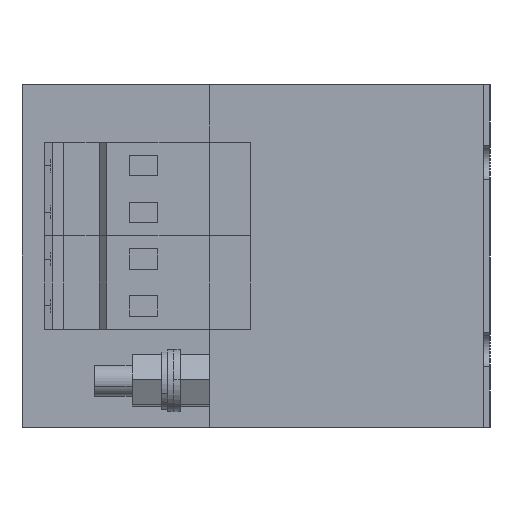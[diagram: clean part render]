
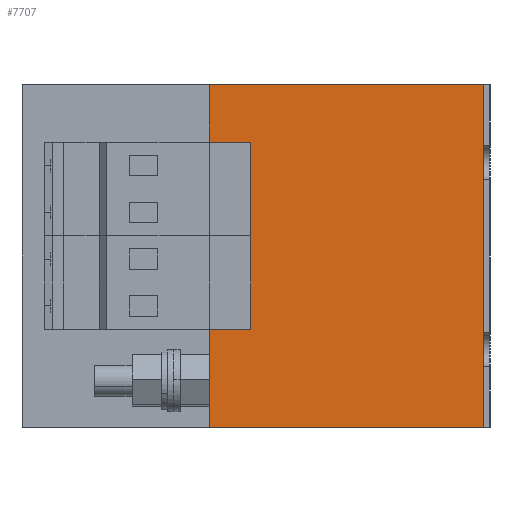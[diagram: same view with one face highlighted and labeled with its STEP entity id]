
A CAD part, left-side view. The second image highlights one B-rep face of the part: STEP entity #7707.
In plain terms, the highlighted planar face has unit normal (-1, 0, 0).
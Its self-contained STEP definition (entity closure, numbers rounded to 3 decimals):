
#166 = VECTOR ( 'NONE', #4162, 1000. ) ;
#189 = VECTOR ( 'NONE', #4140, 1000. ) ;
#196 = VECTOR ( 'NONE', #1164, 1000. ) ;
#468 = CARTESIAN_POINT ( 'NONE',  ( -83., 44., 18.75 ) ) ;
#503 = CARTESIAN_POINT ( 'NONE',  ( -83., 37.386, 18.75 ) ) ;
#698 = VECTOR ( 'NONE', #3985, 1000. ) ;
#803 = DIRECTION ( 'NONE',  ( 0., 0., 1. ) ) ;
#814 = CARTESIAN_POINT ( 'NONE',  ( -83., 44., -11.25 ) ) ;
#890 = VERTEX_POINT ( 'NONE', #5877 ) ;
#915 = VECTOR ( 'NONE', #5757, 1000. ) ;
#1117 = CARTESIAN_POINT ( 'NONE',  ( -83., 44., 18.75 ) ) ;
#1164 = DIRECTION ( 'NONE',  ( 0., 0., 1. ) ) ;
#1213 = LINE ( 'NONE', #4178, #7506 ) ;
#1246 = VECTOR ( 'NONE', #1408, 1000. ) ;
#1408 = DIRECTION ( 'NONE',  ( 0., 1., 0. ) ) ;
#1647 = VERTEX_POINT ( 'NONE', #2720 ) ;
#1728 = CARTESIAN_POINT ( 'NONE',  ( -83., 44., -27. ) ) ;
#1927 = VECTOR ( 'NONE', #5896, 1000. ) ;
#1937 = EDGE_CURVE ( 'NONE', #890, #6083, #6968, .T. ) ;
#1989 = FACE_OUTER_BOUND ( 'NONE', #7087, .T. ) ;
#2026 = CARTESIAN_POINT ( 'NONE',  ( -83., 44., -27. ) ) ;
#2120 = ORIENTED_EDGE ( 'NONE', *, *, #1937, .T. ) ;
#2163 = CARTESIAN_POINT ( 'NONE',  ( -83., 44., -27. ) ) ;
#2167 = ORIENTED_EDGE ( 'NONE', *, *, #4175, .F. ) ;
#2276 = CARTESIAN_POINT ( 'NONE',  ( -83., 44., -11.25 ) ) ;
#2315 = VERTEX_POINT ( 'NONE', #3207 ) ;
#2477 = LINE ( 'NONE', #7285, #1927 ) ;
#2720 = CARTESIAN_POINT ( 'NONE',  ( -83., 44., 28. ) ) ;
#2744 = EDGE_CURVE ( 'NONE', #5935, #2315, #2800, .T. ) ;
#2800 = LINE ( 'NONE', #6900, #698 ) ;
#2947 = EDGE_CURVE ( 'NONE', #7257, #890, #1213, .T. ) ;
#2954 = DIRECTION ( 'NONE',  ( 0., 0., -1. ) ) ;
#3207 = CARTESIAN_POINT ( 'NONE',  ( -83., 0., -27. ) ) ;
#3279 = LINE ( 'NONE', #4467, #7468 ) ;
#3337 = EDGE_CURVE ( 'NONE', #5935, #6083, #4051, .T. ) ;
#3575 = CARTESIAN_POINT ( 'NONE',  ( -83., 44., -27. ) ) ;
#3769 = DIRECTION ( 'NONE',  ( -1., 0., 0. ) ) ;
#3862 = ORIENTED_EDGE ( 'NONE', *, *, #2744, .T. ) ;
#3961 = ORIENTED_EDGE ( 'NONE', *, *, #6673, .F. ) ;
#3985 = DIRECTION ( 'NONE',  ( 0., -1., 0. ) ) ;
#4051 = LINE ( 'NONE', #3575, #196 ) ;
#4055 = CARTESIAN_POINT ( 'NONE',  ( -83., 0., 28. ) ) ;
#4064 = ORIENTED_EDGE ( 'NONE', *, *, #2947, .T. ) ;
#4140 = DIRECTION ( 'NONE',  ( 0., 0., 1. ) ) ;
#4156 = ORIENTED_EDGE ( 'NONE', *, *, #6527, .F. ) ;
#4162 = DIRECTION ( 'NONE',  ( 0., 0., 1. ) ) ;
#4165 = VERTEX_POINT ( 'NONE', #503 ) ;
#4175 = EDGE_CURVE ( 'NONE', #6418, #1647, #4766, .T. ) ;
#4178 = CARTESIAN_POINT ( 'NONE',  ( -83., 37.386, -27. ) ) ;
#4467 = CARTESIAN_POINT ( 'NONE',  ( -83., 44., 28. ) ) ;
#4542 = DIRECTION ( 'NONE',  ( 0., -1., 0. ) ) ;
#4581 = LINE ( 'NONE', #468, #915 ) ;
#4766 = LINE ( 'NONE', #1728, #189 ) ;
#5448 = CARTESIAN_POINT ( 'NONE',  ( -83., 0., -27. ) ) ;
#5577 = AXIS2_PLACEMENT_3D ( 'NONE', #2026, #3769, #803 ) ;
#5757 = DIRECTION ( 'NONE',  ( 0., 1., 0. ) ) ;
#5877 = CARTESIAN_POINT ( 'NONE',  ( -83., 37.386, -11.25 ) ) ;
#5896 = DIRECTION ( 'NONE',  ( 0., 0., -1. ) ) ;
#5935 = VERTEX_POINT ( 'NONE', #2163 ) ;
#5971 = CARTESIAN_POINT ( 'NONE',  ( -83., 37.386, 3.75 ) ) ;
#6083 = VERTEX_POINT ( 'NONE', #2276 ) ;
#6090 = ORIENTED_EDGE ( 'NONE', *, *, #3337, .F. ) ;
#6238 = PLANE ( 'NONE',  #5577 ) ;
#6418 = VERTEX_POINT ( 'NONE', #1117 ) ;
#6527 = EDGE_CURVE ( 'NONE', #1647, #7072, #3279, .T. ) ;
#6673 = EDGE_CURVE ( 'NONE', #4165, #6418, #4581, .T. ) ;
#6709 = ORIENTED_EDGE ( 'NONE', *, *, #7144, .T. ) ;
#6900 = CARTESIAN_POINT ( 'NONE',  ( -83., 44., -27. ) ) ;
#6968 = LINE ( 'NONE', #814, #1246 ) ;
#7072 = VERTEX_POINT ( 'NONE', #4055 ) ;
#7087 = EDGE_LOOP ( 'NONE', ( #3961, #6709, #4064, #2120, #6090, #3862, #7660, #4156, #2167 ) ) ;
#7144 = EDGE_CURVE ( 'NONE', #4165, #7257, #2477, .T. ) ;
#7235 = LINE ( 'NONE', #5448, #166 ) ;
#7257 = VERTEX_POINT ( 'NONE', #5971 ) ;
#7285 = CARTESIAN_POINT ( 'NONE',  ( -83., 37.386, -27. ) ) ;
#7468 = VECTOR ( 'NONE', #4542, 1000. ) ;
#7506 = VECTOR ( 'NONE', #2954, 1000. ) ;
#7593 = EDGE_CURVE ( 'NONE', #2315, #7072, #7235, .T. ) ;
#7660 = ORIENTED_EDGE ( 'NONE', *, *, #7593, .T. ) ;
#7707 = ADVANCED_FACE ( 'NONE', ( #1989 ), #6238, .T. ) ;
